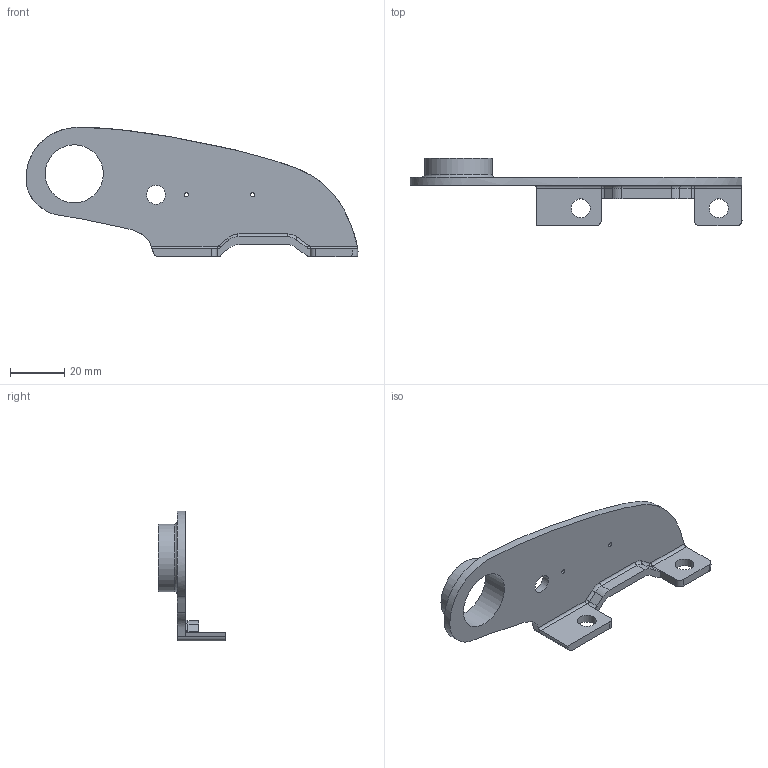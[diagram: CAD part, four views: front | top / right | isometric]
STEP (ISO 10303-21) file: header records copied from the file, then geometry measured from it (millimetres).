
FILE_DESCRIPTION(/* description */ (''),/* implementation_level */ '2;1');
FILE_NAME(/* name */ 'Support gauche v5.step',/* time_stamp */ '2020-12-05T18:07:31+01:00',/* author */ (''),/* organization */ (''),/* preprocessor_version */ 'ST-DEVELOPER v18.1',/* originating_system */ 'Autodesk Translation Framework v9.3.0.1241',/* authorisation */ '');
FILE_SCHEMA (('AUTOMOTIVE_DESIGN { 1 0 10303 214 3 1 1 }'));
Length unit declared in the file: millimetre
Products named in the file (1): Support gauche
Bounding box: 122.83 x 25 x 48.06 mm (x, y, z)
Volume: 13823 mm3; surface area: 11141.7 mm2
Topology: 1 solids, 1 shells, 52 faces, 138 edges, 89 vertices
Faces by surface type: cylinder 23, plane 18, bspline 8, torus 3
Full cylindrical faces by diameter (mm): 1.5 x2, 7 x3, 21.5 x1, 25 x1
Entity records: 2457 total; most frequent: CARTESIAN_POINT 1126, ORIENTED_EDGE 276, DIRECTION 262, EDGE_CURVE 138, AXIS2_PLACEMENT_3D 96, VERTEX_POINT 89, LINE 70, VECTOR 70
